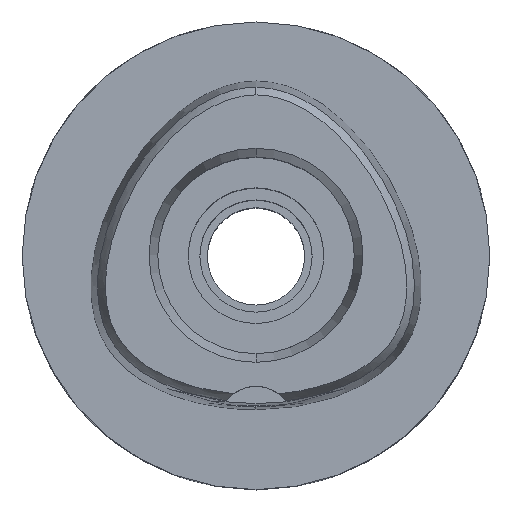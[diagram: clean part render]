
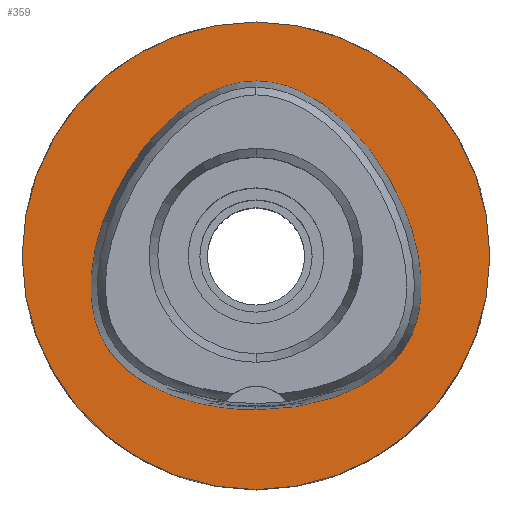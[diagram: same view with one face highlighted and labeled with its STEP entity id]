
A CAD part, top view. The second image highlights one B-rep face of the part: STEP entity #359.
In plain terms, the highlighted planar face has unit normal (0, 0, 1).
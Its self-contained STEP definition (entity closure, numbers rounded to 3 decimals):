
#13 = EDGE_CURVE ( 'NONE', #4450, #1569, #4097, .T. ) ;
#109 = CIRCLE ( 'NONE', #586, 25. ) ;
#118 = FACE_BOUND ( 'NONE', #2191, .T. ) ;
#136 = CARTESIAN_POINT ( 'NONE',  ( -11.466, 12.452, 0. ) ) ;
#234 = CARTESIAN_POINT ( 'NONE',  ( -7.968, 15.831, 0. ) ) ;
#236 = B_SPLINE_CURVE_WITH_KNOTS ( 'NONE', 3,
 ( #1367, #2101, #2468, #4044, #234, #136, #4828, #1777, #3300, #2518, #534, #2075, #3275, #3573, #1730, #1752, #3623, #3251, #4352, #4074, #1396, #1705 ),
 .UNSPECIFIED., .F., .F.,
 ( 4, 1, 1, 1, 1, 1, 1, 1, 1, 1, 1, 1, 1, 1, 1, 1, 1, 1, 1, 4 ),
 ( 0., 0.042, 0.083, 0.167, 0.25, 0.333, 0.417, 0.5, 0.542, 0.583, 0.625, 0.646, 0.667, 0.688, 0.708, 0.75, 0.792, 0.833, 0.917, 1. ),
 .UNSPECIFIED. ) ;
#240 = CARTESIAN_POINT ( 'NONE',  ( 7.968, 15.831, 0. ) ) ;
#350 = CARTESIAN_POINT ( 'NONE',  ( 0., 0., 0. ) ) ;
#359 = ADVANCED_FACE ( 'NONE', ( #2403, #118 ), #3884, .F. ) ;
#448 = DIRECTION ( 'NONE',  ( 0., -1., 0. ) ) ;
#534 = CARTESIAN_POINT ( 'NONE',  ( -17.564, -5.456, 0. ) ) ;
#570 = EDGE_CURVE ( 'NONE', #3222, #4933, #1365, .T. ) ;
#586 = AXIS2_PLACEMENT_3D ( 'NONE', #3562, #1665, #4694 ) ;
#645 = CARTESIAN_POINT ( 'NONE',  ( 4.729, 17.735, 0. ) ) ;
#735 = EDGE_LOOP ( 'NONE', ( #3726, #1740 ) ) ;
#931 = CARTESIAN_POINT ( 'NONE',  ( 17.711, -3.269, 0. ) ) ;
#959 = CARTESIAN_POINT ( 'NONE',  ( 17.498, -0.229, 0. ) ) ;
#1294 = CARTESIAN_POINT ( 'NONE',  ( 16.669, -8.446, 0. ) ) ;
#1341 = CARTESIAN_POINT ( 'NONE',  ( 0., -16.455, 0. ) ) ;
#1365 = B_SPLINE_CURVE_WITH_KNOTS ( 'NONE', 3,
 ( #1341, #4082, #2522, #2874, #2080, #2925, #4378, #2183, #4805, #1294, #4050, #4407, #931, #959, #2473, #2154, #3678, #240, #645, #1685, #3207, #4733 ),
 .UNSPECIFIED., .F., .F.,
 ( 4, 1, 1, 1, 1, 1, 1, 1, 1, 1, 1, 1, 1, 1, 1, 1, 1, 1, 1, 4 ),
 ( 0., 0.083, 0.167, 0.208, 0.25, 0.292, 0.312, 0.333, 0.354, 0.375, 0.417, 0.458, 0.5, 0.583, 0.667, 0.75, 0.833, 0.917, 0.958, 1. ),
 .UNSPECIFIED. ) ;
#1367 = CARTESIAN_POINT ( 'NONE',  ( 0., 18.695, 0. ) ) ;
#1396 = CARTESIAN_POINT ( 'NONE',  ( -1.684, -16.455, 0. ) ) ;
#1532 = DIRECTION ( 'NONE',  ( 0., 0., -1. ) ) ;
#1539 = AXIS2_PLACEMENT_3D ( 'NONE', #1612, #2034, #448 ) ;
#1569 = VERTEX_POINT ( 'NONE', #4757 ) ;
#1594 = CARTESIAN_POINT ( 'NONE',  ( 0., 18.695, 0. ) ) ;
#1612 = CARTESIAN_POINT ( 'NONE',  ( 0., 0., 0. ) ) ;
#1665 = DIRECTION ( 'NONE',  ( 0., 0., -1. ) ) ;
#1685 = CARTESIAN_POINT ( 'NONE',  ( 2.041, 18.55, 0. ) ) ;
#1705 = CARTESIAN_POINT ( 'NONE',  ( 0., -16.455, 0. ) ) ;
#1730 = CARTESIAN_POINT ( 'NONE',  ( -15.649, -10.213, 0. ) ) ;
#1740 = ORIENTED_EDGE ( 'NONE', *, *, #2789, .F. ) ;
#1752 = CARTESIAN_POINT ( 'NONE',  ( -14.788, -11.282, 0. ) ) ;
#1760 = CARTESIAN_POINT ( 'NONE',  ( 0., 25., 0. ) ) ;
#1777 = CARTESIAN_POINT ( 'NONE',  ( -16.517, 3.703, 0. ) ) ;
#2034 = DIRECTION ( 'NONE',  ( 0., 0., -1. ) ) ;
#2075 = CARTESIAN_POINT ( 'NONE',  ( -17.165, -7.166, 0. ) ) ;
#2080 = CARTESIAN_POINT ( 'NONE',  ( 11.687, -13.704, 0. ) ) ;
#2084 = ORIENTED_EDGE ( 'NONE', *, *, #570, .F. ) ;
#2101 = CARTESIAN_POINT ( 'NONE',  ( -0.68, 18.695, 0. ) ) ;
#2154 = CARTESIAN_POINT ( 'NONE',  ( 14.38, 8.302, 0. ) ) ;
#2183 = CARTESIAN_POINT ( 'NONE',  ( 15.649, -10.213, 0. ) ) ;
#2191 = EDGE_LOOP ( 'NONE', ( #3310, #2084 ) ) ;
#2403 = FACE_OUTER_BOUND ( 'NONE', #735, .T. ) ;
#2468 = CARTESIAN_POINT ( 'NONE',  ( -2.041, 18.55, 0. ) ) ;
#2473 = CARTESIAN_POINT ( 'NONE',  ( 16.517, 3.703, 0. ) ) ;
#2518 = CARTESIAN_POINT ( 'NONE',  ( -17.711, -3.269, 0. ) ) ;
#2522 = CARTESIAN_POINT ( 'NONE',  ( 5.051, -16.156, 0. ) ) ;
#2585 = DIRECTION ( 'NONE',  ( 0., 1., 0. ) ) ;
#2789 = EDGE_CURVE ( 'NONE', #1569, #4450, #109, .T. ) ;
#2874 = CARTESIAN_POINT ( 'NONE',  ( 8.947, -15.039, 0. ) ) ;
#2925 = CARTESIAN_POINT ( 'NONE',  ( 13.507, -12.483, 0. ) ) ;
#2981 = AXIS2_PLACEMENT_3D ( 'NONE', #350, #1532, #2585 ) ;
#3207 = CARTESIAN_POINT ( 'NONE',  ( 0.68, 18.695, 0. ) ) ;
#3222 = VERTEX_POINT ( 'NONE', #4308 ) ;
#3251 = CARTESIAN_POINT ( 'NONE',  ( -11.687, -13.704, 0. ) ) ;
#3275 = CARTESIAN_POINT ( 'NONE',  ( -16.669, -8.446, 0. ) ) ;
#3300 = CARTESIAN_POINT ( 'NONE',  ( -17.498, -0.229, 0. ) ) ;
#3310 = ORIENTED_EDGE ( 'NONE', *, *, #4645, .F. ) ;
#3562 = CARTESIAN_POINT ( 'NONE',  ( 0., 0., 0. ) ) ;
#3573 = CARTESIAN_POINT ( 'NONE',  ( -16.206, -9.357, 0. ) ) ;
#3623 = CARTESIAN_POINT ( 'NONE',  ( -13.507, -12.483, 0. ) ) ;
#3678 = CARTESIAN_POINT ( 'NONE',  ( 11.466, 12.452, 0. ) ) ;
#3726 = ORIENTED_EDGE ( 'NONE', *, *, #13, .F. ) ;
#3884 = PLANE ( 'NONE',  #1539 ) ;
#4044 = CARTESIAN_POINT ( 'NONE',  ( -4.729, 17.735, 0. ) ) ;
#4050 = CARTESIAN_POINT ( 'NONE',  ( 17.165, -7.166, 0. ) ) ;
#4074 = CARTESIAN_POINT ( 'NONE',  ( -5.051, -16.156, 0. ) ) ;
#4082 = CARTESIAN_POINT ( 'NONE',  ( 1.684, -16.455, 0. ) ) ;
#4097 = CIRCLE ( 'NONE', #2981, 25. ) ;
#4308 = CARTESIAN_POINT ( 'NONE',  ( 0., -16.455, 0. ) ) ;
#4352 = CARTESIAN_POINT ( 'NONE',  ( -8.947, -15.039, 0. ) ) ;
#4378 = CARTESIAN_POINT ( 'NONE',  ( 14.788, -11.282, 0. ) ) ;
#4407 = CARTESIAN_POINT ( 'NONE',  ( 17.564, -5.456, 0. ) ) ;
#4450 = VERTEX_POINT ( 'NONE', #1760 ) ;
#4645 = EDGE_CURVE ( 'NONE', #4933, #3222, #236, .T. ) ;
#4694 = DIRECTION ( 'NONE',  ( 0., -1., 0. ) ) ;
#4733 = CARTESIAN_POINT ( 'NONE',  ( 0., 18.695, 0. ) ) ;
#4757 = CARTESIAN_POINT ( 'NONE',  ( 0., -25., 0. ) ) ;
#4805 = CARTESIAN_POINT ( 'NONE',  ( 16.206, -9.357, 0. ) ) ;
#4828 = CARTESIAN_POINT ( 'NONE',  ( -14.38, 8.302, 0. ) ) ;
#4933 = VERTEX_POINT ( 'NONE', #1594 ) ;
